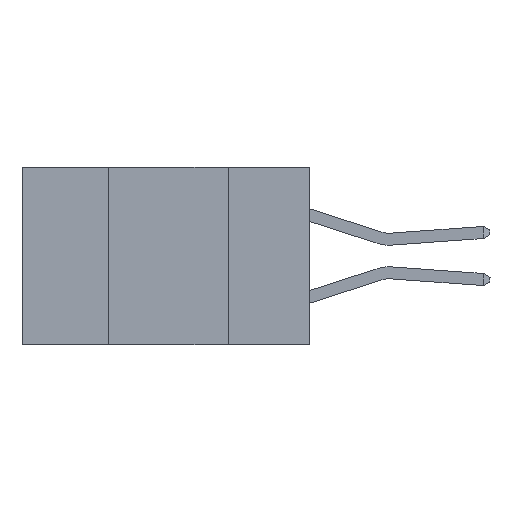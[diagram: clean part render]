
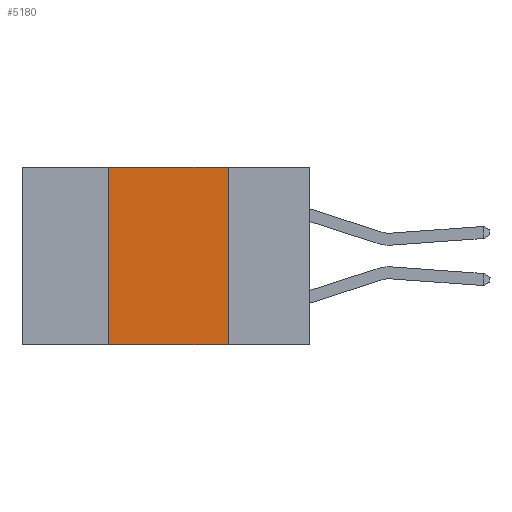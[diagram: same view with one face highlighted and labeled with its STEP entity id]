
A CAD part, left-side view. The second image highlights one B-rep face of the part: STEP entity #5180.
In plain terms, the highlighted planar face has unit normal (-1, 0, 0).
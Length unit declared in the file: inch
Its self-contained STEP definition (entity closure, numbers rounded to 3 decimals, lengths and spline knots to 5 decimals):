
#291 = DIRECTION ( 'NONE',  ( 0., -1., 0. ) ) ;
#1366 = VECTOR ( 'NONE', #8317, 39.37008 ) ;
#1972 = CARTESIAN_POINT ( 'NONE',  ( 0., 0.6, 0. ) ) ;
#2889 = AXIS2_PLACEMENT_3D ( 'NONE', #12572, #12570, #12501 ) ;
#3286 = VERTEX_POINT ( 'NONE', #13627 ) ;
#4703 = EDGE_LOOP ( 'NONE', ( #15767, #7990, #12600, #9032 ) ) ;
#5180 = ADVANCED_FACE ( 'NONE', ( #10048 ), #10558, .F. ) ;
#5424 = EDGE_CURVE ( 'NONE', #6019, #3286, #13855, .T. ) ;
#6019 = VERTEX_POINT ( 'NONE', #15883 ) ;
#6144 = CARTESIAN_POINT ( 'NONE',  ( 0., 0.42, 0. ) ) ;
#6191 = CARTESIAN_POINT ( 'NONE',  ( 0., 0.6, -0.37 ) ) ;
#6349 = CARTESIAN_POINT ( 'NONE',  ( 0., 0.42, -0.37 ) ) ;
#6511 = VECTOR ( 'NONE', #18214, 39.37008 ) ;
#7413 = CARTESIAN_POINT ( 'NONE',  ( 0., 0.17, 0. ) ) ;
#7907 = CARTESIAN_POINT ( 'NONE',  ( 0., 0.42, 0. ) ) ;
#7990 = ORIENTED_EDGE ( 'NONE', *, *, #10119, .F. ) ;
#8317 = DIRECTION ( 'NONE',  ( 0., 0., -1. ) ) ;
#8747 = VERTEX_POINT ( 'NONE', #6349 ) ;
#9032 = ORIENTED_EDGE ( 'NONE', *, *, #16303, .T. ) ;
#10048 = FACE_OUTER_BOUND ( 'NONE', #4703, .T. ) ;
#10119 = EDGE_CURVE ( 'NONE', #14659, #6019, #16178, .T. ) ;
#10558 = PLANE ( 'NONE',  #2889 ) ;
#10836 = LINE ( 'NONE', #6191, #18252 ) ;
#12501 = DIRECTION ( 'NONE',  ( 0., 0., -1. ) ) ;
#12570 = DIRECTION ( 'NONE',  ( 1., 0., 0. ) ) ;
#12572 = CARTESIAN_POINT ( 'NONE',  ( 0., 0.6, 0. ) ) ;
#12600 = ORIENTED_EDGE ( 'NONE', *, *, #15689, .F. ) ;
#13627 = CARTESIAN_POINT ( 'NONE',  ( 0., 0.17, -0.37 ) ) ;
#13855 = LINE ( 'NONE', #7413, #1366 ) ;
#13876 = DIRECTION ( 'NONE',  ( 0., -1., 0. ) ) ;
#14659 = VERTEX_POINT ( 'NONE', #7907 ) ;
#14686 = LINE ( 'NONE', #6144, #6511 ) ;
#15689 = EDGE_CURVE ( 'NONE', #8747, #14659, #14686, .T. ) ;
#15767 = ORIENTED_EDGE ( 'NONE', *, *, #5424, .F. ) ;
#15883 = CARTESIAN_POINT ( 'NONE',  ( 0., 0.17, 0. ) ) ;
#16178 = LINE ( 'NONE', #1972, #19530 ) ;
#16303 = EDGE_CURVE ( 'NONE', #8747, #3286, #10836, .T. ) ;
#18214 = DIRECTION ( 'NONE',  ( 0., 0., 1. ) ) ;
#18252 = VECTOR ( 'NONE', #13876, 39.37008 ) ;
#19530 = VECTOR ( 'NONE', #291, 39.37008 ) ;
